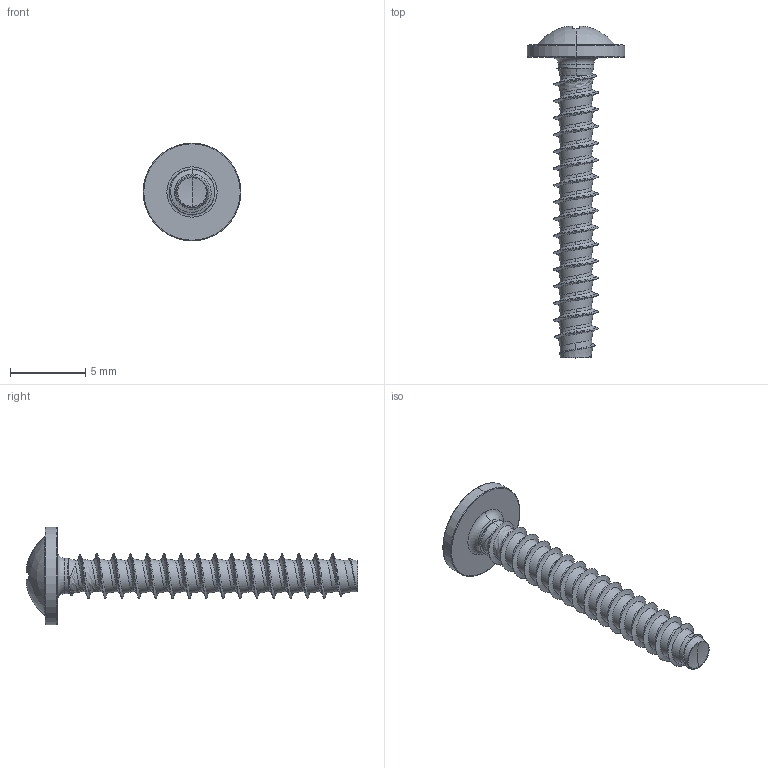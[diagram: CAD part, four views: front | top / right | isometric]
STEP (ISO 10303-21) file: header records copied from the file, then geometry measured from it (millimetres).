
FILE_DESCRIPTION (( 'STEP AP203' ), '1' );
FILE_NAME ('STP210300200.STEP', '2017-08-14T17:14:54', ( '' ), ( '' ), 'SwSTEP 2.0', 'SolidWorks 2015', '' );
FILE_SCHEMA (( 'CONFIG_CONTROL_DESIGN' ));
Length unit declared in the file: millimetre
Products named in the file (1): STP210300200
Bounding box: 6.5 x 22.06 x 6.5 mm (x, y, z)
Volume: 121.1 mm3; surface area: 310.5 mm2
Topology: 1 solids, 1 shells, 213 faces, 514 edges, 304 vertices
Faces by surface type: bspline 63, cylinder 60, plane 31, torus 30, sphere 20, cone 9
Entity records: 24947 total; most frequent: CARTESIAN_POINT 20535, ORIENTED_EDGE 1024, DIRECTION 789, EDGE_CURVE 512, AXIS2_PLACEMENT_3D 346, VERTEX_POINT 304, EDGE_LOOP 216, FACE_OUTER_BOUND 213
